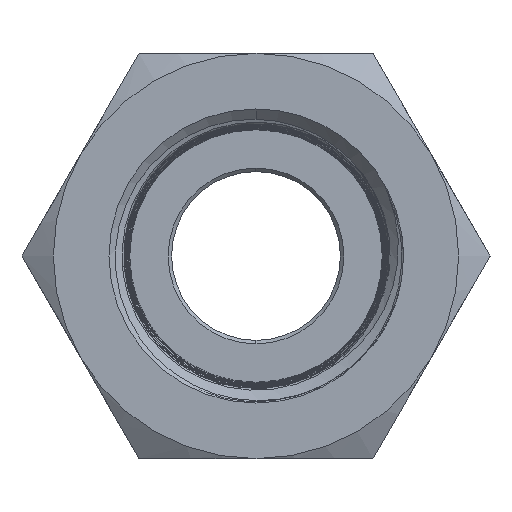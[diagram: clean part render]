
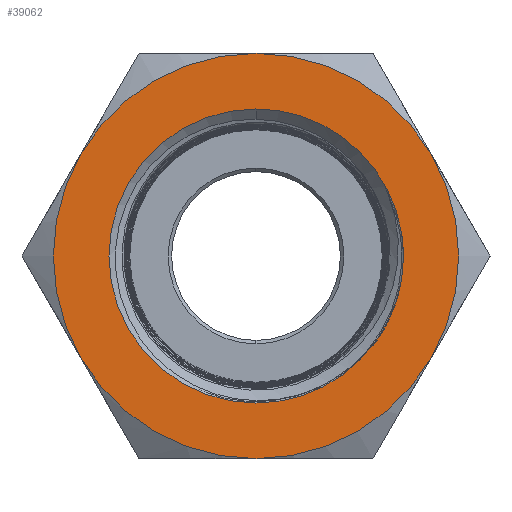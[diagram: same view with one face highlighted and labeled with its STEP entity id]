
A CAD part, front view. The second image highlights one B-rep face of the part: STEP entity #39062.
In plain terms, the highlighted planar face has unit normal (0, -1, 0).
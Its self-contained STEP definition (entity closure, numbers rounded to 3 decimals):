
#483 = CIRCLE ( 'NONE', #35990, 8.707 ) ;
#894 = DIRECTION ( 'NONE',  ( 0., 1., 0. ) ) ;
#1050 = AXIS2_PLACEMENT_3D ( 'NONE', #39981, #18522, #43562 ) ;
#1519 = AXIS2_PLACEMENT_3D ( 'NONE', #4978, #30004, #8602 ) ;
#2288 = DIRECTION ( 'NONE',  ( 0., 1., 0. ) ) ;
#2478 = CARTESIAN_POINT ( 'NONE',  ( 7.917, -22.3, -3.655 ) ) ;
#3503 = EDGE_CURVE ( 'NONE', #41452, #40876, #38917, .T. ) ;
#3604 = AXIS2_PLACEMENT_3D ( 'NONE', #42434, #20987, #46035 ) ;
#3613 = DIRECTION ( 'NONE',  ( 0., 1., 0. ) ) ;
#3982 = CARTESIAN_POINT ( 'NONE',  ( 0., -22.3, 0. ) ) ;
#4595 = VERTEX_POINT ( 'NONE', #36873 ) ;
#4978 = CARTESIAN_POINT ( 'NONE',  ( 0., -22.3, 0. ) ) ;
#5423 = EDGE_CURVE ( 'NONE', #22401, #41452, #13704, .T. ) ;
#5484 = ORIENTED_EDGE ( 'NONE', *, *, #33356, .T. ) ;
#5671 = CIRCLE ( 'NONE', #45544, 8.707 ) ;
#5922 = DIRECTION ( 'NONE',  ( 0., -1., 0. ) ) ;
#7443 = ORIENTED_EDGE ( 'NONE', *, *, #29176, .T. ) ;
#7578 = DIRECTION ( 'NONE',  ( 0., 0., 1. ) ) ;
#8602 = DIRECTION ( 'NONE',  ( 0., 0., 1. ) ) ;
#9532 = CARTESIAN_POINT ( 'NONE',  ( 8.575, -22.3, 1.689 ) ) ;
#9677 = CIRCLE ( 'NONE', #36146, 12. ) ;
#10681 = CIRCLE ( 'NONE', #3604, 12. ) ;
#10853 = CARTESIAN_POINT ( 'NONE',  ( 0., -22.3, 0. ) ) ;
#12992 = VERTEX_POINT ( 'NONE', #19844 ) ;
#13128 = CARTESIAN_POINT ( 'NONE',  ( 8.718, -22.3, 0.671 ) ) ;
#13280 = CARTESIAN_POINT ( 'NONE',  ( 0., -22.3, 8.707 ) ) ;
#13704 = CIRCLE ( 'NONE', #31420, 12. ) ;
#13929 = VERTEX_POINT ( 'NONE', #28714 ) ;
#14440 = DIRECTION ( 'NONE',  ( 0., 0., 1. ) ) ;
#16036 = EDGE_CURVE ( 'NONE', #40876, #43637, #10681, .T. ) ;
#16238 = EDGE_CURVE ( 'NONE', #17979, #22401, #25187, .T. ) ;
#16701 = CARTESIAN_POINT ( 'NONE',  ( 8.736, -22.3, -0.693 ) ) ;
#17160 = CARTESIAN_POINT ( 'NONE',  ( 0., -22.3, 0. ) ) ;
#17979 = VERTEX_POINT ( 'NONE', #33715 ) ;
#17982 = EDGE_LOOP ( 'NONE', ( #40942, #24218, #42932, #29782, #7443, #35477 ) ) ;
#18521 = CARTESIAN_POINT ( 'NONE',  ( 10.392, -22.3, -6. ) ) ;
#18522 = DIRECTION ( 'NONE',  ( 0., 1., 0. ) ) ;
#19344 = B_SPLINE_CURVE_WITH_KNOTS ( 'NONE', 3,
 ( #37817, #27341, #30938, #9532, #34500, #13128, #38131, #16701, #41754, #20302, #45355, #23900, #2478, #27492 ),
 .UNSPECIFIED., .F., .F.,
 ( 4, 2, 2, 2, 2, 2, 4 ),
 ( 0.002, 0.004, 0.005, 0.007, 0.009, 0.01, 0.011 ),
 .UNSPECIFIED. ) ;
#19844 = CARTESIAN_POINT ( 'NONE',  ( 0., -22.3, -12. ) ) ;
#20096 = AXIS2_PLACEMENT_3D ( 'NONE', #27365, #5922, #30960 ) ;
#20302 = CARTESIAN_POINT ( 'NONE',  ( 8.405, -22.3, -2.377 ) ) ;
#20400 = AXIS2_PLACEMENT_3D ( 'NONE', #25018, #3613, #28637 ) ;
#20520 = CIRCLE ( 'NONE', #1050, 8.707 ) ;
#20753 = DIRECTION ( 'NONE',  ( 0., 0., 1. ) ) ;
#20987 = DIRECTION ( 'NONE',  ( 0., 1., 0. ) ) ;
#21979 = FACE_BOUND ( 'NONE', #25815, .T. ) ;
#22308 = CARTESIAN_POINT ( 'NONE',  ( 0., -22.3, 0. ) ) ;
#22401 = VERTEX_POINT ( 'NONE', #22831 ) ;
#22662 = PLANE ( 'NONE',  #1519 ) ;
#22831 = CARTESIAN_POINT ( 'NONE',  ( -10.392, -22.3, 6. ) ) ;
#23706 = CARTESIAN_POINT ( 'NONE',  ( 0., -22.3, 0. ) ) ;
#23900 = CARTESIAN_POINT ( 'NONE',  ( 8.059, -22.3, -3.34 ) ) ;
#24218 = ORIENTED_EDGE ( 'NONE', *, *, #5423, .F. ) ;
#25018 = CARTESIAN_POINT ( 'NONE',  ( 0., -22.3, 0. ) ) ;
#25187 = CIRCLE ( 'NONE', #20400, 12. ) ;
#25815 = EDGE_LOOP ( 'NONE', ( #34145, #5484, #38693, #36567 ) ) ;
#25919 = DIRECTION ( 'NONE',  ( 0., 0., 1. ) ) ;
#26053 = EDGE_CURVE ( 'NONE', #13929, #4595, #19344, .T. ) ;
#27307 = DIRECTION ( 'NONE',  ( 0., 0., 1. ) ) ;
#27341 = CARTESIAN_POINT ( 'NONE',  ( 8.087, -22.3, 3.328 ) ) ;
#27365 = CARTESIAN_POINT ( 'NONE',  ( 0., -22.3, 0. ) ) ;
#27492 = CARTESIAN_POINT ( 'NONE',  ( 7.755, -22.3, -3.959 ) ) ;
#28637 = DIRECTION ( 'NONE',  ( 0., 0., 1. ) ) ;
#28714 = CARTESIAN_POINT ( 'NONE',  ( 7.768, -22.3, 3.934 ) ) ;
#29005 = DIRECTION ( 'NONE',  ( 0., 1., 0. ) ) ;
#29176 = EDGE_CURVE ( 'NONE', #12992, #43637, #33982, .T. ) ;
#29782 = ORIENTED_EDGE ( 'NONE', *, *, #44784, .F. ) ;
#30004 = DIRECTION ( 'NONE',  ( 0., 1., 0. ) ) ;
#30938 = CARTESIAN_POINT ( 'NONE',  ( 8.329, -22.3, 2.691 ) ) ;
#30960 = DIRECTION ( 'NONE',  ( 0., 0., -1. ) ) ;
#31420 = AXIS2_PLACEMENT_3D ( 'NONE', #23706, #2288, #27307 ) ;
#33356 = EDGE_CURVE ( 'NONE', #40038, #39320, #20520, .T. ) ;
#33715 = CARTESIAN_POINT ( 'NONE',  ( -10.392, -22.3, -6. ) ) ;
#33982 = CIRCLE ( 'NONE', #20096, 12. ) ;
#34145 = ORIENTED_EDGE ( 'NONE', *, *, #41024, .T. ) ;
#34500 = CARTESIAN_POINT ( 'NONE',  ( 8.637, -22.3, 1.349 ) ) ;
#35477 = ORIENTED_EDGE ( 'NONE', *, *, #16036, .F. ) ;
#35555 = CARTESIAN_POINT ( 'NONE',  ( 10.392, -22.3, 6. ) ) ;
#35828 = DIRECTION ( 'NONE',  ( 0., 1., 0. ) ) ;
#35990 = AXIS2_PLACEMENT_3D ( 'NONE', #3982, #29005, #7578 ) ;
#36146 = AXIS2_PLACEMENT_3D ( 'NONE', #22308, #894, #25919 ) ;
#36567 = ORIENTED_EDGE ( 'NONE', *, *, #26053, .T. ) ;
#36781 = EDGE_CURVE ( 'NONE', #39320, #13929, #5671, .T. ) ;
#36873 = CARTESIAN_POINT ( 'NONE',  ( 7.755, -22.3, -3.959 ) ) ;
#37652 = AXIS2_PLACEMENT_3D ( 'NONE', #10853, #35828, #14440 ) ;
#37817 = CARTESIAN_POINT ( 'NONE',  ( 7.768, -22.3, 3.934 ) ) ;
#38131 = CARTESIAN_POINT ( 'NONE',  ( 8.738, -22.3, 0.331 ) ) ;
#38693 = ORIENTED_EDGE ( 'NONE', *, *, #36781, .T. ) ;
#38917 = CIRCLE ( 'NONE', #37652, 12. ) ;
#39062 = ADVANCED_FACE ( 'NONE', ( #21979, #41051 ), #22662, .F. ) ;
#39320 = VERTEX_POINT ( 'NONE', #13280 ) ;
#39981 = CARTESIAN_POINT ( 'NONE',  ( 0., -22.3, 0. ) ) ;
#40038 = VERTEX_POINT ( 'NONE', #45936 ) ;
#40876 = VERTEX_POINT ( 'NONE', #35555 ) ;
#40942 = ORIENTED_EDGE ( 'NONE', *, *, #3503, .F. ) ;
#41024 = EDGE_CURVE ( 'NONE', #4595, #40038, #483, .T. ) ;
#41051 = FACE_OUTER_BOUND ( 'NONE', #17982, .T. ) ;
#41452 = VERTEX_POINT ( 'NONE', #45594 ) ;
#41754 = CARTESIAN_POINT ( 'NONE',  ( 8.651, -22.3, -1.385 ) ) ;
#42209 = DIRECTION ( 'NONE',  ( 0., 1., 0. ) ) ;
#42434 = CARTESIAN_POINT ( 'NONE',  ( 0., -22.3, 0. ) ) ;
#42932 = ORIENTED_EDGE ( 'NONE', *, *, #16238, .F. ) ;
#43562 = DIRECTION ( 'NONE',  ( 0., 0., 1. ) ) ;
#43637 = VERTEX_POINT ( 'NONE', #18521 ) ;
#44784 = EDGE_CURVE ( 'NONE', #12992, #17979, #9677, .T. ) ;
#45355 = CARTESIAN_POINT ( 'NONE',  ( 8.303, -22.3, -2.702 ) ) ;
#45544 = AXIS2_PLACEMENT_3D ( 'NONE', #17160, #42209, #20753 ) ;
#45594 = CARTESIAN_POINT ( 'NONE',  ( 0., -22.3, 12. ) ) ;
#45936 = CARTESIAN_POINT ( 'NONE',  ( 0., -22.3, -8.707 ) ) ;
#46035 = DIRECTION ( 'NONE',  ( 0., 0., 1. ) ) ;
